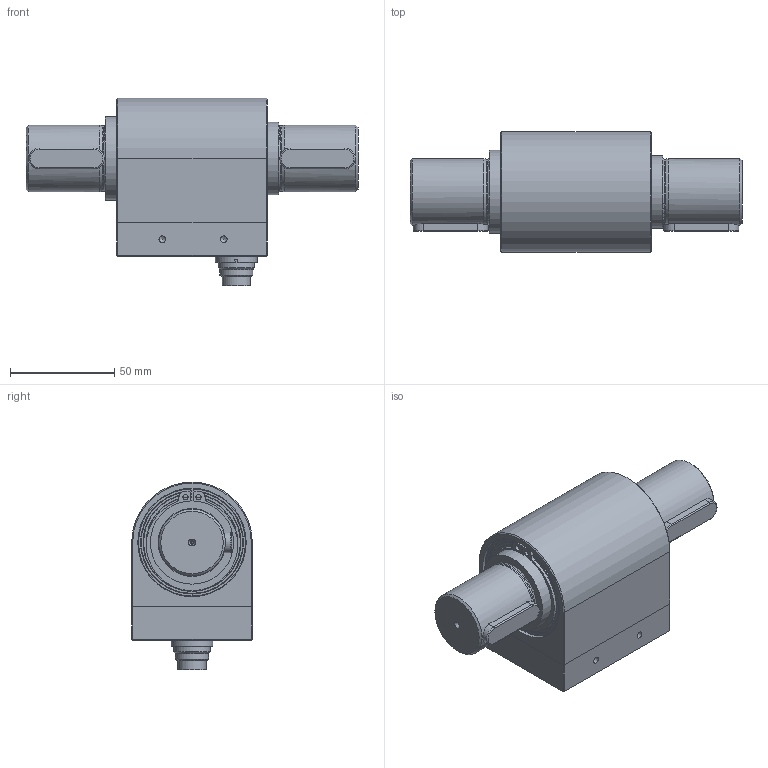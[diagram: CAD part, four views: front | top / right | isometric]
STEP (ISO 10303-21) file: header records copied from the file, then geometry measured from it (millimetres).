
FILE_DESCRIPTION( ( 'Unknown' ), '1' );
FILE_NAME( '2178-z04_doc-00052996.stp', 'Unknown', ( 'Unknown' ), ( 'Unknown' ), 'PSStep 17.0.49', 'Unknown', ' ' );
FILE_SCHEMA( ( 'AUTOMOTIVE_DESIGN { 1 0 10303 214 1 1 1 1 }' ) );
Length unit declared in the file: millimetre
Products named in the file (28): 2157-b05_doc-00046994; 2157-003_doc-00046985; Senkschraube DIN 965-M5x25-H; Senkschraube DIN 965-M5x25-H-oa6; Senkschraube DIN 965-M5x25-H-oa7; Senkschraube DIN 965-M5x25-H-oa8; 2157-b03_doc-00042505-oa5; 2157-002_doc-00042484; INA-35x47x7-61807 2Z; sb_47-oa4; 2178-B04_DOC-00052999-oa3; Sicherungsring DIN 471-35x1,5-T1-oa0; Sicherungsring DIN 471-40x1,75-T1-oa1; INA-40x52x7-61808 2Z; 2178-011_doc-00053002; paßfeder a10x8x36 din 6885; paßfeder a10x8x36 din 6885-oa2; Assem1; flanschstecker 12-polig serie 723; mutter_09-0323-89-06_DOC-00067592
Assembly tree (27 placements, depth 3):
  Assem1
    flanschstecker 12-polig serie 723
    mutter_09-0323-89-06_DOC-00067592
    2178-B04_DOC-00052999-oa3
      Sicherungsring DIN 471-35x1,5-T1-oa0
      Sicherungsring DIN 471-40x1,75-T1-oa1
      INA-40x52x7-61808 2Z
      INA-40x52x7-61808 2Z
      INA-40x52x7-61808 2Z
      INA-40x52x7-61808 2Z
      INA-40x52x7-61808 2Z
      2178-011_doc-00053002
      paßfeder a10x8x36 din 6885
      paßfeder a10x8x36 din 6885-oa2
    2157-b03_doc-00042505-oa5
      2157-002_doc-00042484
      INA-35x47x7-61807 2Z
      INA-35x47x7-61807 2Z
      INA-35x47x7-61807 2Z
      INA-35x47x7-61807 2Z
      INA-35x47x7-61807 2Z
      sb_47-oa4
    2157-b05_doc-00046994
      2157-003_doc-00046985
      Senkschraube DIN 965-M5x25-H
      Senkschraube DIN 965-M5x25-H-oa6
      Senkschraube DIN 965-M5x25-H-oa7
      Senkschraube DIN 965-M5x25-H-oa8
Bounding box: 159.5 x 58 x 90.2 mm (x, y, z)
Volume: 297750.8 mm3; surface area: 94521.8 mm2
Topology: 24 solids, 26 shells, 456 faces, 997 edges, 650 vertices
Faces by surface type: plane 218, cylinder 166, cone 42, torus 30
Full cylindrical faces by diameter (mm): 1 x24, 1.6 x2, 2.5 x3, 3.242 x2, 4.019 x4, 4.134 x4, 5 x4, 5.5 x4, 9.2 x4, 12 x1, 13.5 x1, 15 x1, 15.875 x1, 17.188 x1, 17.462 x1, 17.8 x1, 20 x2, 32 x2, 33.8 x1, 35 x3, 38.5 x1, 38.7 x2, 38.9 x2, 39 x2, 40 x3, 43.7 x2, 43.9 x4, 44 x2, 44.28 x2, 44.48 x2
Entity records: 15435 total; most frequent: DIRECTION 2103, CARTESIAN_POINT 1987, ORIENTED_EDGE 1530, AXIS2_PLACEMENT_3D 872, EDGE_CURVE 765, EDGE_LOOP 711, VERTEX_POINT 596, FACE_OUTER_BOUND 574
